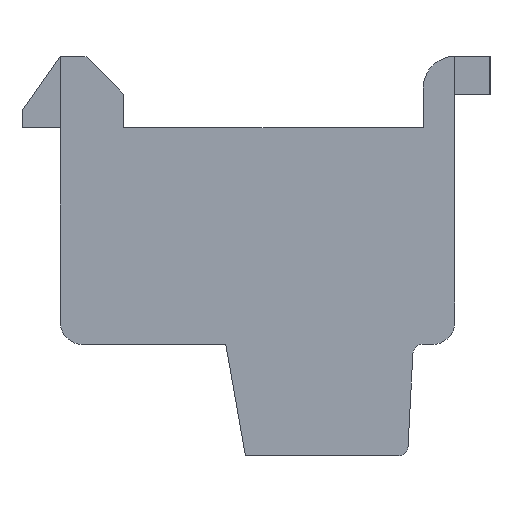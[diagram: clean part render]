
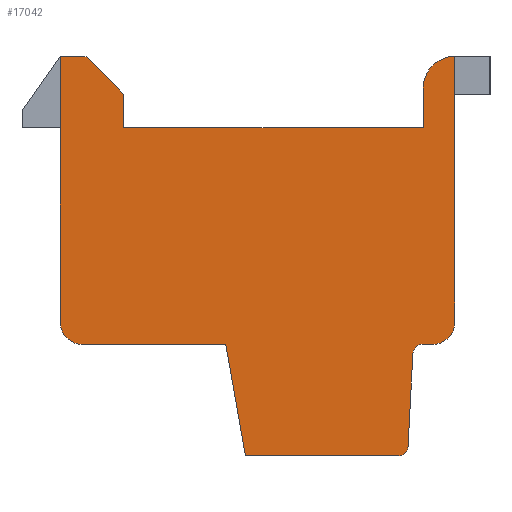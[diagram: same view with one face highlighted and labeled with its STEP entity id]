
A CAD part, left-side view. The second image highlights one B-rep face of the part: STEP entity #17042.
In plain terms, the highlighted planar face has unit normal (-1, 0, 0).
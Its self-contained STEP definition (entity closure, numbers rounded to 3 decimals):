
#1=CARTESIAN_POINT('',(0.,-5.55,-2.075));
#2=DIRECTION('',(1.,0.,0.));
#3=DIRECTION('',(0.,-1.,0.));
#4=AXIS2_PLACEMENT_3D('',#1,#2,#3);
#6=DIRECTION('',(0.,1.,0.));
#7=VECTOR('',#6,0.323);
#8=CARTESIAN_POINT('',(0.,-5.55,-2.775));
#9=LINE('',#8,#7);
#10=CARTESIAN_POINT('',(0.,-5.227,-3.075));
#11=DIRECTION('',(-1.,0.,0.));
#12=DIRECTION('',(0.,0.,1.));
#13=AXIS2_PLACEMENT_3D('',#10,#11,#12);
#15=DIRECTION('',(0.,0.052,-0.999));
#16=VECTOR('',#15,2.904);
#17=CARTESIAN_POINT('',(0.,-4.927,-3.075));
#18=LINE('',#17,#16);
#19=CARTESIAN_POINT('',(0.,-4.475,-5.975));
#20=DIRECTION('',(1.,0.,0.));
#21=DIRECTION('',(0.,-1.,0.));
#22=AXIS2_PLACEMENT_3D('',#19,#20,#21);
#24=DIRECTION('',(0.,1.,0.));
#25=VECTOR('',#24,4.808);
#26=CARTESIAN_POINT('',(0.,-4.475,-6.275));
#27=LINE('',#26,#25);
#28=DIRECTION('',(0.,0.174,0.985));
#29=VECTOR('',#28,3.554);
#30=CARTESIAN_POINT('',(0.,0.333,-6.275));
#31=LINE('',#30,#29);
#32=DIRECTION('',(0.,1.,0.));
#33=VECTOR('',#32,4.5);
#34=CARTESIAN_POINT('',(0.,0.95,-2.775));
#35=LINE('',#34,#33);
#36=CARTESIAN_POINT('',(0.,5.45,-2.075));
#37=DIRECTION('',(1.,0.,0.));
#38=DIRECTION('',(0.,0.,-1.));
#39=AXIS2_PLACEMENT_3D('',#36,#37,#38);
#41=CARTESIAN_POINT('',(0.,6.072,6.125));
#42=DIRECTION('',(1.,0.,0.));
#43=DIRECTION('',(0.,0.521,0.854));
#44=AXIS2_PLACEMENT_3D('',#41,#42,#43);
#46=DIRECTION('',(0.,-1.,0.));
#47=VECTOR('',#46,0.66);
#48=CARTESIAN_POINT('',(0.,6.072,6.275));
#49=LINE('',#48,#47);
#50=CARTESIAN_POINT('',(0.,5.412,6.125));
#51=DIRECTION('',(1.,0.,0.));
#52=DIRECTION('',(0.,0.,1.));
#53=AXIS2_PLACEMENT_3D('',#50,#51,#52);
#55=DIRECTION('',(0.,-0.707,-0.707));
#56=VECTOR('',#55,1.573);
#57=CARTESIAN_POINT('',(0.,5.306,6.231));
#58=LINE('',#57,#56);
#59=CARTESIAN_POINT('',(0.,4.3,5.013));
#60=DIRECTION('',(1.,0.,0.));
#61=DIRECTION('',(0.,-0.707,0.707));
#62=AXIS2_PLACEMENT_3D('',#59,#60,#61);
#64=DIRECTION('',(0.,0.,-1.));
#65=VECTOR('',#64,0.988);
#66=CARTESIAN_POINT('',(0.,4.15,5.013));
#67=LINE('',#66,#65);
#68=DIRECTION('',(0.,-1.,0.));
#69=VECTOR('',#68,9.4);
#70=CARTESIAN_POINT('',(0.,4.15,4.025));
#71=LINE('',#70,#69);
#72=DIRECTION('',(0.,0.,1.));
#73=VECTOR('',#72,1.25);
#74=CARTESIAN_POINT('',(0.,-5.25,4.025));
#75=LINE('',#74,#73);
#76=CARTESIAN_POINT('',(0.,-6.25,5.275));
#77=DIRECTION('',(1.,0.,0.));
#78=DIRECTION('',(0.,1.,0.));
#79=AXIS2_PLACEMENT_3D('',#76,#77,#78);
#417=DIRECTION('',(0.,0.,1.));
#418=VECTOR('',#417,8.35);
#419=CARTESIAN_POINT('',(0.,-6.25,-2.075));
#420=LINE('',#419,#418);
#7831=DIRECTION('',(0.,0.,-1.));
#7832=VECTOR('',#7831,8.328);
#7833=CARTESIAN_POINT('',(0.,6.15,6.253));
#7834=LINE('',#7833,#7832);
#12951=CARTESIAN_POINT('',(0.,6.072,6.275));
#12952=CARTESIAN_POINT('',(0.,5.412,6.275));
#12953=VERTEX_POINT('',#12951);
#12954=VERTEX_POINT('',#12952);
#12955=CARTESIAN_POINT('',(0.,5.306,6.231));
#12956=VERTEX_POINT('',#12955);
#12957=CARTESIAN_POINT('',(0.,4.194,5.119));
#12958=VERTEX_POINT('',#12957);
#12959=CARTESIAN_POINT('',(0.,4.15,5.013));
#12960=VERTEX_POINT('',#12959);
#12961=CARTESIAN_POINT('',(0.,4.15,4.025));
#12962=VERTEX_POINT('',#12961);
#12963=CARTESIAN_POINT('',(0.,-5.25,4.025));
#12964=VERTEX_POINT('',#12963);
#12965=CARTESIAN_POINT('',(0.,-5.25,5.275));
#12966=VERTEX_POINT('',#12965);
#12967=CARTESIAN_POINT('',(0.,-6.25,-2.075));
#12968=CARTESIAN_POINT('',(0.,-5.55,-2.775));
#12969=VERTEX_POINT('',#12967);
#12970=VERTEX_POINT('',#12968);
#12971=CARTESIAN_POINT('',(0.,-5.227,-2.775));
#12972=VERTEX_POINT('',#12971);
#12973=CARTESIAN_POINT('',(0.,-4.927,-3.075));
#12974=VERTEX_POINT('',#12973);
#12975=CARTESIAN_POINT('',(0.,-4.775,-5.975));
#12976=VERTEX_POINT('',#12975);
#12977=CARTESIAN_POINT('',(0.,-4.475,-6.275));
#12978=VERTEX_POINT('',#12977);
#12979=CARTESIAN_POINT('',(0.,0.333,-6.275));
#12980=VERTEX_POINT('',#12979);
#12981=CARTESIAN_POINT('',(0.,0.95,-2.775));
#12982=VERTEX_POINT('',#12981);
#12983=CARTESIAN_POINT('',(0.,5.45,-2.775));
#12984=VERTEX_POINT('',#12983);
#12985=CARTESIAN_POINT('',(0.,6.15,-2.075));
#12986=VERTEX_POINT('',#12985);
#13971=CARTESIAN_POINT('',(0.,6.15,6.253));
#13972=VERTEX_POINT('',#13971);
#13975=CARTESIAN_POINT('',(0.,-6.25,6.275));
#13976=VERTEX_POINT('',#13975);
#16995=CARTESIAN_POINT('',(0.,0.,0.));
#16996=DIRECTION('',(1.,0.,0.));
#16997=DIRECTION('',(0.,-1.,0.));
#16998=AXIS2_PLACEMENT_3D('',#16995,#16996,#16997);
#16999=PLANE('',#16998);
#17001=ORIENTED_EDGE('',*,*,#17000,.F.);
#17003=ORIENTED_EDGE('',*,*,#17002,.T.);
#17005=ORIENTED_EDGE('',*,*,#17004,.T.);
#17007=ORIENTED_EDGE('',*,*,#17006,.T.);
#17009=ORIENTED_EDGE('',*,*,#17008,.T.);
#17011=ORIENTED_EDGE('',*,*,#17010,.T.);
#17013=ORIENTED_EDGE('',*,*,#17012,.T.);
#17015=ORIENTED_EDGE('',*,*,#17014,.T.);
#17017=ORIENTED_EDGE('',*,*,#17016,.T.);
#17019=ORIENTED_EDGE('',*,*,#17018,.T.);
#17021=ORIENTED_EDGE('',*,*,#17020,.F.);
#17023=ORIENTED_EDGE('',*,*,#17022,.T.);
#17025=ORIENTED_EDGE('',*,*,#17024,.T.);
#17027=ORIENTED_EDGE('',*,*,#17026,.T.);
#17029=ORIENTED_EDGE('',*,*,#17028,.T.);
#17031=ORIENTED_EDGE('',*,*,#17030,.T.);
#17033=ORIENTED_EDGE('',*,*,#17032,.T.);
#17035=ORIENTED_EDGE('',*,*,#17034,.T.);
#17037=ORIENTED_EDGE('',*,*,#17036,.T.);
#17039=ORIENTED_EDGE('',*,*,#17038,.T.);
#17040=EDGE_LOOP('',(#17001,#17003,#17005,#17007,#17009,#17011,#17013,#17015,
#17017,#17019,#17021,#17023,#17025,#17027,#17029,#17031,#17033,#17035,#17037,
#17039));
#17041=FACE_OUTER_BOUND('',#17040,.F.);
#17042=ADVANCED_FACE('',(#17041),#16999,.F.);
#5=CIRCLE('',#4,0.7);
#14=CIRCLE('',#13,0.3);
#23=CIRCLE('',#22,0.3);
#40=CIRCLE('',#39,0.7);
#45=CIRCLE('',#44,0.15);
#54=CIRCLE('',#53,0.15);
#63=CIRCLE('',#62,0.15);
#80=CIRCLE('',#79,1.);
#17000=EDGE_CURVE('',#12969,#13976,#420,.T.);
#17002=EDGE_CURVE('',#12969,#12970,#5,.T.);
#17004=EDGE_CURVE('',#12970,#12972,#9,.T.);
#17006=EDGE_CURVE('',#12972,#12974,#14,.T.);
#17008=EDGE_CURVE('',#12974,#12976,#18,.T.);
#17010=EDGE_CURVE('',#12976,#12978,#23,.T.);
#17012=EDGE_CURVE('',#12978,#12980,#27,.T.);
#17014=EDGE_CURVE('',#12980,#12982,#31,.T.);
#17016=EDGE_CURVE('',#12982,#12984,#35,.T.);
#17018=EDGE_CURVE('',#12984,#12986,#40,.T.);
#17020=EDGE_CURVE('',#13972,#12986,#7834,.T.);
#17022=EDGE_CURVE('',#13972,#12953,#45,.T.);
#17024=EDGE_CURVE('',#12953,#12954,#49,.T.);
#17026=EDGE_CURVE('',#12954,#12956,#54,.T.);
#17028=EDGE_CURVE('',#12956,#12958,#58,.T.);
#17030=EDGE_CURVE('',#12958,#12960,#63,.T.);
#17032=EDGE_CURVE('',#12960,#12962,#67,.T.);
#17034=EDGE_CURVE('',#12962,#12964,#71,.T.);
#17036=EDGE_CURVE('',#12964,#12966,#75,.T.);
#17038=EDGE_CURVE('',#12966,#13976,#80,.T.);
